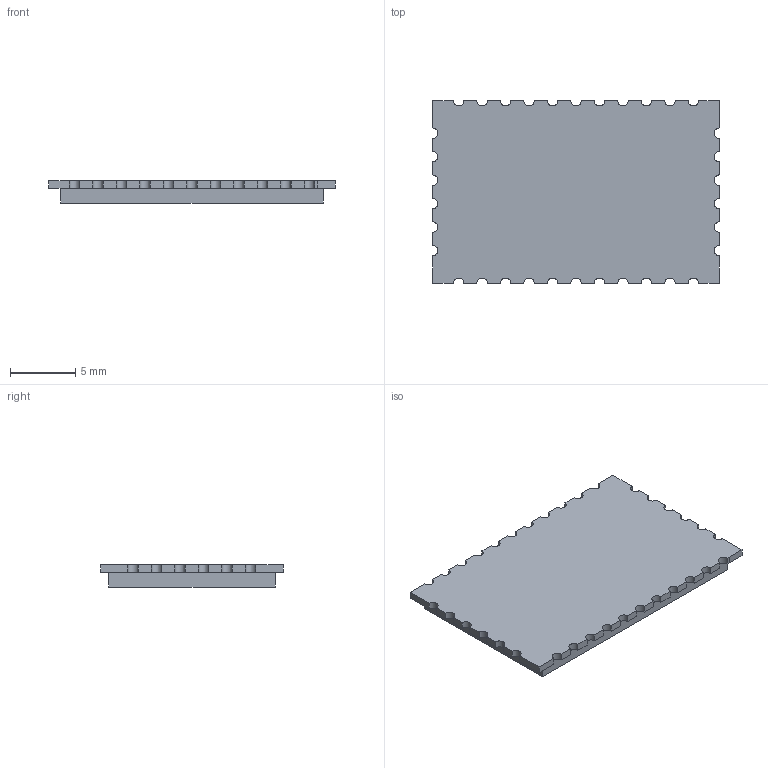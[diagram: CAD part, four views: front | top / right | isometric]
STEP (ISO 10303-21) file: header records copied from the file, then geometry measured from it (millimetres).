
FILE_DESCRIPTION(('FreeCAD Model'),'2;1');
FILE_NAME('LORA MODE.STEP','2019-01-04T01:02:25',('Author') ,(''),'Open CASCADE STEP processor 7.2','FreeCAD','Unknown');
FILE_SCHEMA(('AUTOMOTIVE_DESIGN { 1 0 10303 214 1 1 1 1 }'));
Length unit declared in the file: millimetre
Products named in the file (1): LORA_MODE
Bounding box: 22 x 14 x 1.7 mm (x, y, z)
Volume: 460.6 mm3; surface area: 722.7 mm2
Topology: 1 solids, 1 shells, 86 faces, 250 edges, 167 vertices
Faces by surface type: plane 46, cylinder 40
Entity records: 6732 total; most frequent: CARTESIAN_POINT 1013, DIRECTION 1001, LINE 587, VECTOR 587, ORIENTED_EDGE 500, PCURVE 500, DEFINITIONAL_REPRESENTATION 500, EDGE_CURVE 250
